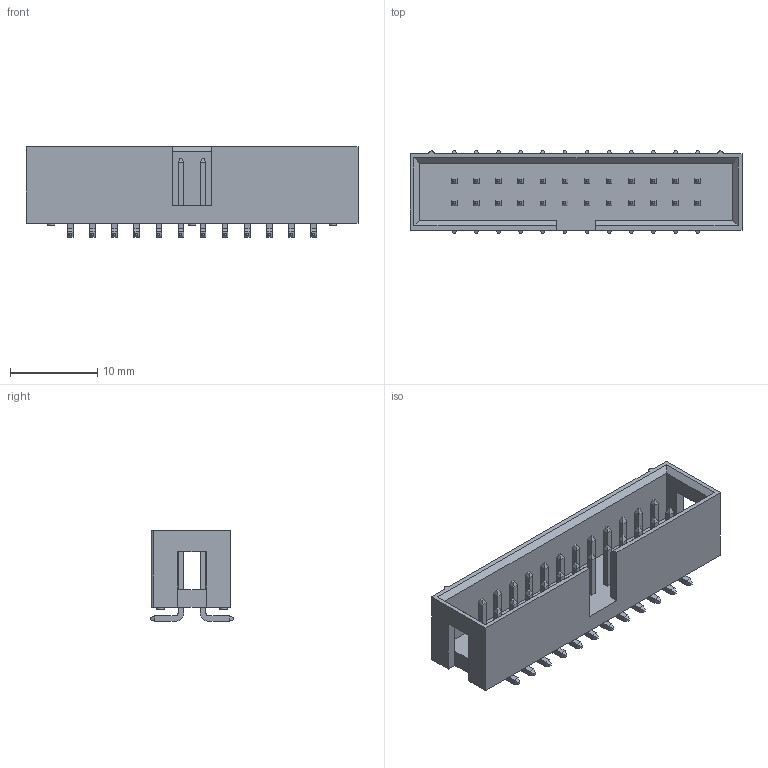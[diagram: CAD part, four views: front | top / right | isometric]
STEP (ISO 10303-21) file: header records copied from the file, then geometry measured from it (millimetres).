
FILE_DESCRIPTION( ( 'Unknown' ), '1' );
FILE_NAME( '61202420621.stp', 'Unknown', ( 'Unknown' ), ( 'Unknown' ), 'PSStep 14.0', 'Unknown', ' ' );
FILE_SCHEMA( ( 'AUTOMOTIVE_DESIGN { 1 0 10303 214 1 1 1 1 }' ) );
Length unit declared in the file: millimetre
Products named in the file (3): Assem1; 6120xx20621_PIN; 61202421621
Assembly tree (25 placements, depth 2):
  Assem1
    6120xx20621_PIN  x24
    61202421621
Bounding box: 38.1 x 9.5 x 10.42 mm (x, y, z)
Volume: 1326.9 mm3; surface area: 2797.4 mm2
Topology: 25 solids, 25 shells, 667 faces, 1555 edges, 940 vertices
Faces by surface type: plane 611, cylinder 56
Full cylindrical faces by diameter (mm): 0.85 x6
Entity records: 9563 total; most frequent: CARTESIAN_POINT 1284, ORIENTED_EDGE 1246, DIRECTION 1201, EDGE_CURVE 623, LINE 603, VECTOR 603, VERTEX_POINT 382, EDGE_LOOP 313
